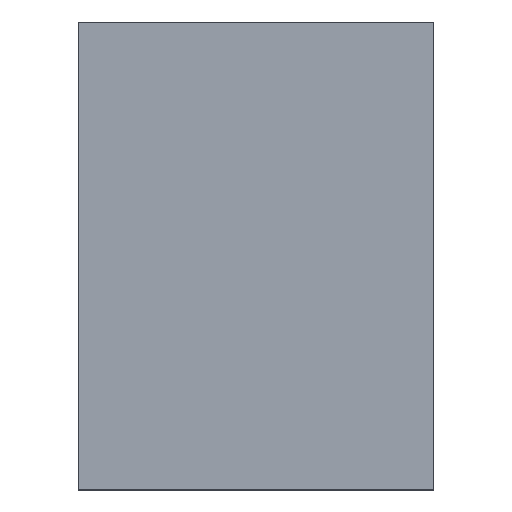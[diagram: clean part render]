
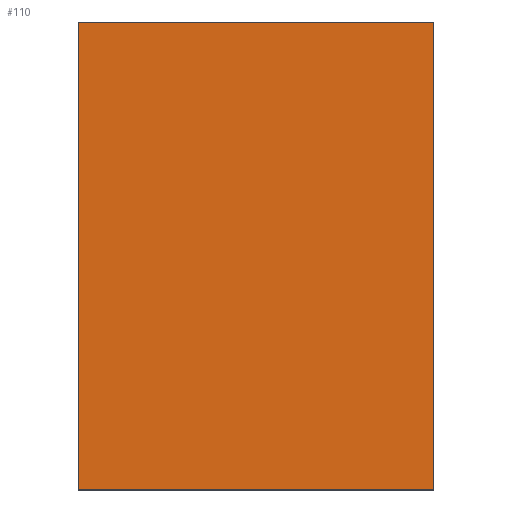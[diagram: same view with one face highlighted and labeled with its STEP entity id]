
A CAD part, top view. The second image highlights one B-rep face of the part: STEP entity #110.
In plain terms, the highlighted planar face has unit normal (0, 0, 1).
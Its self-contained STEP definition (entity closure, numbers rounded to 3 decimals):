
#24=FACE_OUTER_BOUND('',#30,.T.);
#30=EDGE_LOOP('',(#95,#96,#97,#98));
#32=LINE('',#170,#44);
#35=LINE('',#176,#47);
#38=LINE('',#182,#50);
#41=LINE('',#187,#53);
#44=VECTOR('',#140,1.);
#47=VECTOR('',#145,1.);
#50=VECTOR('',#150,1.);
#53=VECTOR('',#155,1.);
#56=VERTEX_POINT('',#167);
#57=VERTEX_POINT('',#169);
#59=VERTEX_POINT('',#175);
#61=VERTEX_POINT('',#181);
#64=EDGE_CURVE('',#56,#57,#32,.T.);
#67=EDGE_CURVE('',#57,#59,#35,.T.);
#70=EDGE_CURVE('',#59,#61,#38,.T.);
#73=EDGE_CURVE('',#61,#56,#41,.T.);
#95=ORIENTED_EDGE('',*,*,#64,.F.);
#96=ORIENTED_EDGE('',*,*,#73,.F.);
#97=ORIENTED_EDGE('',*,*,#70,.F.);
#98=ORIENTED_EDGE('',*,*,#67,.F.);
#104=PLANE('',#131);
#110=ADVANCED_FACE('',(#24),#104,.T.);
#131=AXIS2_PLACEMENT_3D('',#190,#159,#160);
#140=DIRECTION('',(0.,-1.,0.));
#145=DIRECTION('',(-1.,0.,0.));
#150=DIRECTION('',(0.,1.,0.));
#155=DIRECTION('',(1.,0.,0.));
#159=DIRECTION('center_axis',(0.,0.,1.));
#160=DIRECTION('ref_axis',(1.,0.,0.));
#167=CARTESIAN_POINT('',(1.575,2.075,0.92));
#169=CARTESIAN_POINT('',(1.575,-2.075,0.92));
#170=CARTESIAN_POINT('',(1.575,2.075,0.92));
#175=CARTESIAN_POINT('',(-1.575,-2.075,0.92));
#176=CARTESIAN_POINT('',(1.575,-2.075,0.92));
#181=CARTESIAN_POINT('',(-1.575,2.075,0.92));
#182=CARTESIAN_POINT('',(-1.575,-2.075,0.92));
#187=CARTESIAN_POINT('',(-1.575,2.075,0.92));
#190=CARTESIAN_POINT('Origin',(1.575,2.075,0.92));
